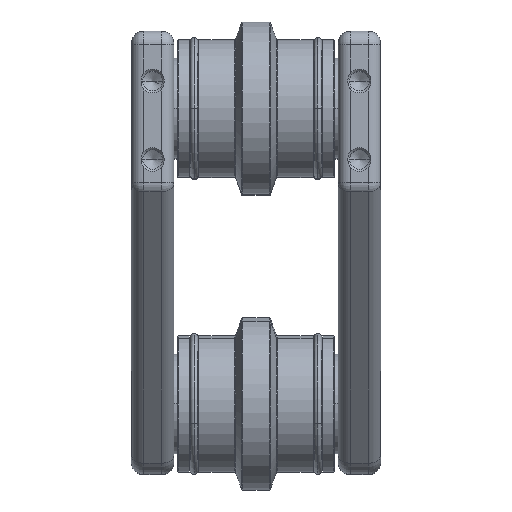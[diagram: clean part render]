
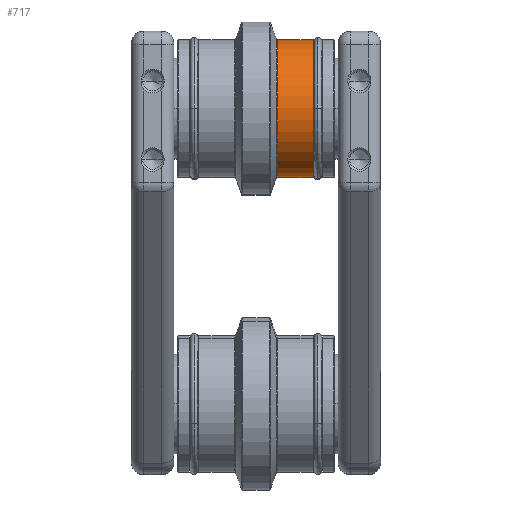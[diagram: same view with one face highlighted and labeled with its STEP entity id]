
A CAD part, top view. The second image highlights one B-rep face of the part: STEP entity #717.
In plain terms, the highlighted cylindrical face has radius 17.5 mm (diameter 35 mm), a partial arc.
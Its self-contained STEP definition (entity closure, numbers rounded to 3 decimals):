
#717 = ADVANCED_FACE ( 'NONE', ( #64433 ), #27997, .T. ) ;
#2327 = CARTESIAN_POINT ( 'NONE',  ( 5.505, 19.365, 73.125 ) ) ;
#3499 = CARTESIAN_POINT ( 'NONE',  ( 14.61, 54.365, 73.125 ) ) ;
#8286 = DIRECTION ( 'NONE',  ( -1., 0., 0. ) ) ;
#13676 = ORIENTED_EDGE ( 'NONE', *, *, #18232, .T. ) ;
#14326 = DIRECTION ( 'NONE',  ( 0., -1., 0. ) ) ;
#18232 = EDGE_CURVE ( 'NONE', #79330, #40039, #21424, .T. ) ;
#19023 = VERTEX_POINT ( 'NONE', #61990 ) ;
#21424 = LINE ( 'NONE', #39958, #69984 ) ;
#24253 = AXIS2_PLACEMENT_3D ( 'NONE', #33301, #8286, #14326 ) ;
#24963 = EDGE_LOOP ( 'NONE', ( #62066, #13676, #71741, #36729 ) ) ;
#26895 = CARTESIAN_POINT ( 'NONE',  ( -20., 19.365, 73.125 ) ) ;
#27997 = CYLINDRICAL_SURFACE ( 'NONE', #24253, 17.5 ) ;
#29100 = EDGE_CURVE ( 'NONE', #19023, #75669, #77343, .T. ) ;
#33301 = CARTESIAN_POINT ( 'NONE',  ( -20., 36.865, 73.125 ) ) ;
#36729 = ORIENTED_EDGE ( 'NONE', *, *, #29100, .F. ) ;
#39958 = CARTESIAN_POINT ( 'NONE',  ( -20., 54.365, 73.125 ) ) ;
#40039 = VERTEX_POINT ( 'NONE', #55409 ) ;
#46287 = DIRECTION ( 'NONE',  ( -1., 0., 0. ) ) ;
#51872 = DIRECTION ( 'NONE',  ( -1., 0., 0. ) ) ;
#54911 = AXIS2_PLACEMENT_3D ( 'NONE', #64037, #51872, #71239 ) ;
#55409 = CARTESIAN_POINT ( 'NONE',  ( 5.505, 54.365, 73.125 ) ) ;
#58658 = EDGE_CURVE ( 'NONE', #79330, #19023, #71476, .T. ) ;
#61990 = CARTESIAN_POINT ( 'NONE',  ( 14.61, 19.365, 73.125 ) ) ;
#62057 = VECTOR ( 'NONE', #46287, 1000. ) ;
#62066 = ORIENTED_EDGE ( 'NONE', *, *, #58658, .F. ) ;
#64037 = CARTESIAN_POINT ( 'NONE',  ( 5.505, 36.865, 73.125 ) ) ;
#64433 = FACE_OUTER_BOUND ( 'NONE', #24963, .T. ) ;
#65440 = DIRECTION ( 'NONE',  ( 1., 0., 0. ) ) ;
#66224 = DIRECTION ( 'NONE',  ( 0., 0., -1. ) ) ;
#67658 = AXIS2_PLACEMENT_3D ( 'NONE', #78657, #65440, #66224 ) ;
#69046 = CIRCLE ( 'NONE', #54911, 17.5 ) ;
#69984 = VECTOR ( 'NONE', #70678, 1000. ) ;
#70186 = EDGE_CURVE ( 'NONE', #75669, #40039, #69046, .T. ) ;
#70678 = DIRECTION ( 'NONE',  ( -1., 0., 0. ) ) ;
#71239 = DIRECTION ( 'NONE',  ( 0., -1., 0. ) ) ;
#71476 = CIRCLE ( 'NONE', #67658, 17.5 ) ;
#71741 = ORIENTED_EDGE ( 'NONE', *, *, #70186, .F. ) ;
#75669 = VERTEX_POINT ( 'NONE', #2327 ) ;
#77343 = LINE ( 'NONE', #26895, #62057 ) ;
#78657 = CARTESIAN_POINT ( 'NONE',  ( 14.61, 36.865, 73.125 ) ) ;
#79330 = VERTEX_POINT ( 'NONE', #3499 ) ;
